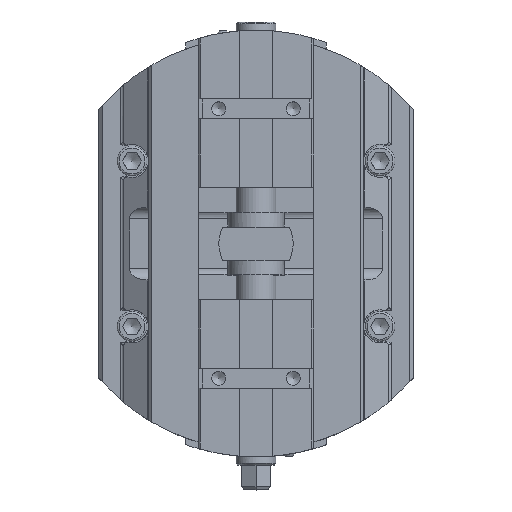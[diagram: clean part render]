
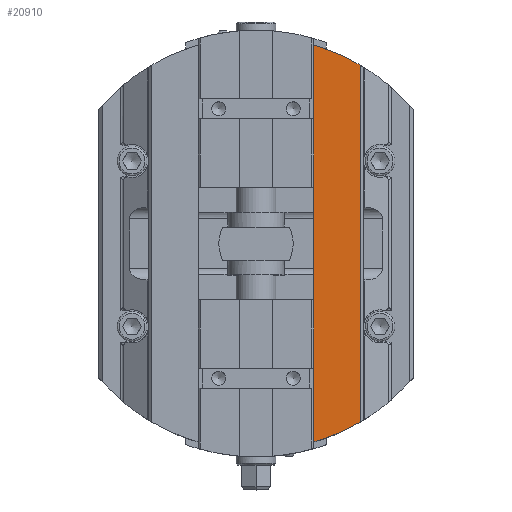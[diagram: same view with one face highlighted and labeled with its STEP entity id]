
A CAD part, top view. The second image highlights one B-rep face of the part: STEP entity #20910.
In plain terms, the highlighted planar face has unit normal (0, 0, 1).
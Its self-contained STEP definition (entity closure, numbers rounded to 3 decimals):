
#2797=CARTESIAN_POINT('',(35.,-34.,70.0));
#2798=VERTEX_POINT('',#2797);
#3758=CARTESIAN_POINT('',(35.,-120.0,70.0));
#3759=VERTEX_POINT('',#3758);
#3760=CARTESIAN_POINT('',(35.,-34.,70.0));
#3761=DIRECTION('',(0.0,-1.0,0.0));
#3762=VECTOR('',#3761,86.);
#3763=LINE('',#3760,#3762);
#3764=EDGE_CURVE('',#2798,#3759,#3763,.T.);
#3990=CARTESIAN_POINT('',(35.,120.0,70.0));
#3991=VERTEX_POINT('',#3990);
#3992=CARTESIAN_POINT('',(35.,34.,70.0));
#3993=VERTEX_POINT('',#3992);
#3994=CARTESIAN_POINT('',(35.,120.0,70.0));
#3995=DIRECTION('',(0.0,-1.0,0.0));
#3996=VECTOR('',#3995,86.);
#3997=LINE('',#3994,#3996);
#3998=EDGE_CURVE('',#3991,#3993,#3997,.T.);
#5624=CARTESIAN_POINT('',(35.,34.,70.0));
#5625=DIRECTION('',(0.0,-1.0,0.0));
#5626=VECTOR('',#5625,68.);
#5627=LINE('',#5624,#5626);
#5628=EDGE_CURVE('',#3993,#2798,#5627,.T.);
#20021=CARTESIAN_POINT('',(63.,107.963,70.0));
#20022=VERTEX_POINT('',#20021);
#20023=CARTESIAN_POINT('',(0.0,0.0,70.0));
#20024=DIRECTION('',(0.0,0.0,-1.0));
#20025=DIRECTION('',(-1.0,0.0,0.0));
#20026=AXIS2_PLACEMENT_3D('',#20023,#20024,#20025);
#20027=CIRCLE('',#20026,125.0);
#20028=EDGE_CURVE('',#3991,#20022,#20027,.T.);
#20108=CARTESIAN_POINT('',(63.,-107.963,70.0));
#20109=VERTEX_POINT('',#20108);
#20117=CARTESIAN_POINT('',(0.0,0.0,70.0));
#20118=DIRECTION('',(0.0,0.0,-1.0));
#20119=DIRECTION('',(-1.0,0.0,0.0));
#20120=AXIS2_PLACEMENT_3D('',#20117,#20118,#20119);
#20121=CIRCLE('',#20120,125.0);
#20122=EDGE_CURVE('',#20109,#3759,#20121,.T.);
#20372=CARTESIAN_POINT('',(63.,107.963,70.0));
#20373=DIRECTION('',(0.0,-1.0,0.0));
#20374=VECTOR('',#20373,215.926);
#20375=LINE('',#20372,#20374);
#20376=EDGE_CURVE('',#20022,#20109,#20375,.T.);
#20897=CARTESIAN_POINT('',(0.0,0.0,70.0));
#20898=DIRECTION('',(0.0,0.0,-1.0));
#20899=DIRECTION('',(-1.0,0.0,0.0));
#20900=AXIS2_PLACEMENT_3D('',#20897,#20898,#20899);
#20901=PLANE('',#20900);
#20902=ORIENTED_EDGE('',*,*,#20376,.F.);
#20903=ORIENTED_EDGE('',*,*,#20028,.F.);
#20904=ORIENTED_EDGE('',*,*,#3998,.T.);
#20905=ORIENTED_EDGE('',*,*,#5628,.T.);
#20906=ORIENTED_EDGE('',*,*,#3764,.T.);
#20907=ORIENTED_EDGE('',*,*,#20122,.F.);
#20908=EDGE_LOOP('',(#20902,#20903,#20904,#20905,#20906,#20907));
#20909=FACE_OUTER_BOUND('',#20908,.T.);
#20910=ADVANCED_FACE('',(#20909),#20901,.F.);
